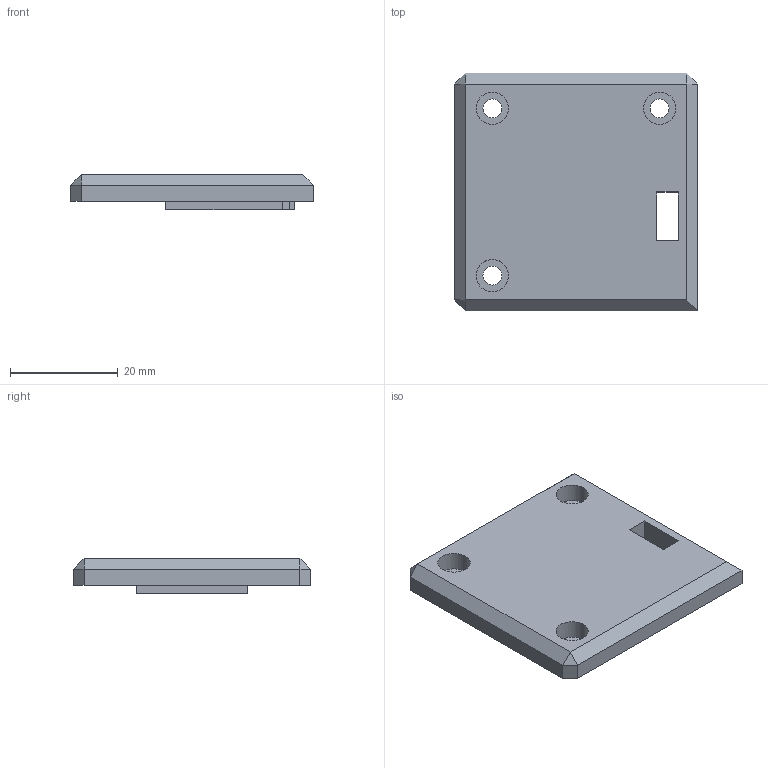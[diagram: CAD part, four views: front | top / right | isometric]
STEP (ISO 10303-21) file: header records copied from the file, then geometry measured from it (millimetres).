
FILE_DESCRIPTION(('FreeCAD Model'),'2;1');
FILE_NAME('Open CASCADE Shape Model','2024-07-23T14:18:45',(''),(''), 'Open CASCADE STEP processor 7.6','FreeCAD','Unknown');
FILE_SCHEMA(('AUTOMOTIVE_DESIGN { 1 0 10303 214 1 1 1 1 }'));
Length unit declared in the file: millimetre
Products named in the file (1): lid
Bounding box: 45 x 44 x 6.5 mm (x, y, z)
Volume: 9679.6 mm3; surface area: 5022.7 mm2
Topology: 1 solids, 1 shells, 37 faces, 86 edges, 54 vertices
Faces by surface type: plane 31, cylinder 6
Full cylindrical faces by diameter (mm): 3.5 x3, 6 x3
Entity records: 2188 total; most frequent: CARTESIAN_POINT 350, DIRECTION 346, LINE 234, VECTOR 234, ORIENTED_EDGE 172, PCURVE 172, DEFINITIONAL_REPRESENTATION 172, EDGE_CURVE 86
